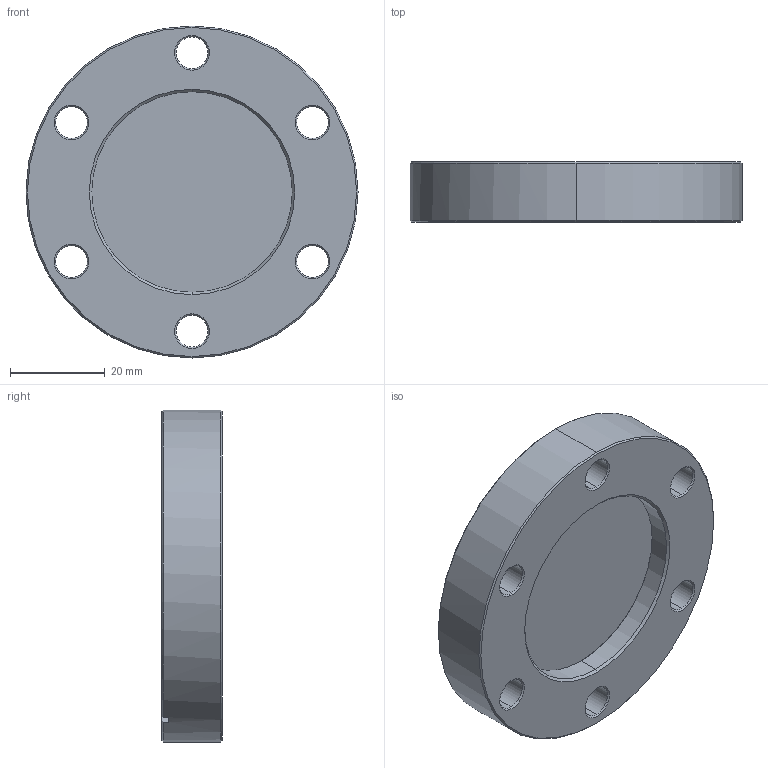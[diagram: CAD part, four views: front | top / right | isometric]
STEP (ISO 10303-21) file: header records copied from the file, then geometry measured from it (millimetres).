
FILE_DESCRIPTION (( 'STEP AP214' ), '1' );
FILE_NAME ('Hositrad_CF35-BR.STEP', '2017-04-28T12:01:25', ( 'Gebruiker' ), ( '' ), 'SwSTEP 2.0', 'SolidWorks 2017', '' );
FILE_SCHEMA (( 'AUTOMOTIVE_DESIGN' ));
Length unit declared in the file: millimetre
Products named in the file (3): CF35-BR-innerring; Hositrad_CF35-BR; CF35-BR-outerring
Assembly tree (2 placements, depth 2):
  Hositrad_CF35-BR
    CF35-BR-innerring
    CF35-BR-outerring
Bounding box: 70 x 12.7 x 70 mm (x, y, z)
Volume: 36887.6 mm3; surface area: 15176.7 mm2
Topology: 2 solids, 2 shells, 68 faces, 154 edges, 90 vertices
Faces by surface type: cone 40, cylinder 20, plane 8
Entity records: 2040 total; most frequent: DIRECTION 380, CARTESIAN_POINT 329, ORIENTED_EDGE 308, AXIS2_PLACEMENT_3D 157, EDGE_CURVE 154, VERTEX_POINT 90, CIRCLE 84, EDGE_LOOP 82
